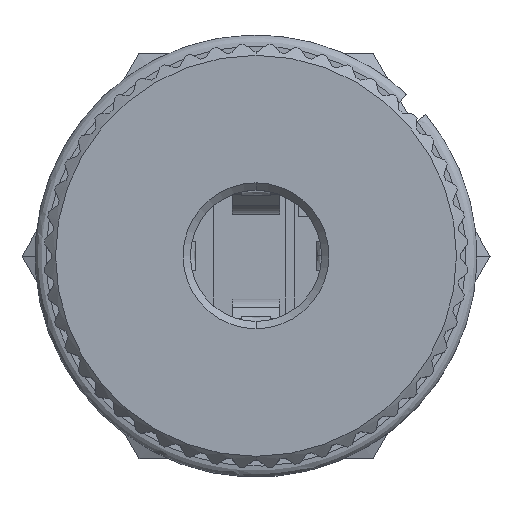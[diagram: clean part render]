
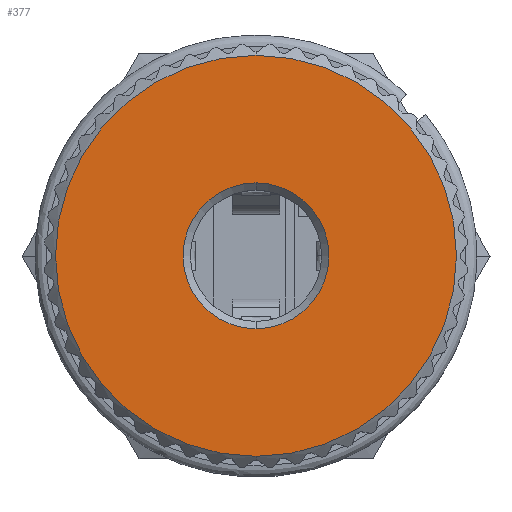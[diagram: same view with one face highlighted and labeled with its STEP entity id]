
A CAD part, top view. The second image highlights one B-rep face of the part: STEP entity #377.
In plain terms, the highlighted face is planar.
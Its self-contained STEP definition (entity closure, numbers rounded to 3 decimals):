
#362 = CARTESIAN_POINT ( 'NONE',  ( 0., 0., 0. ) ) ;
#377 = ADVANCED_FACE ( 'NONE', ( #16788, #7346 ), #2486, .F. ) ;
#486 = AXIS2_PLACEMENT_3D ( 'NONE', #6790, #20704, #10030 ) ;
#1218 = EDGE_CURVE ( 'NONE', #6582, #22304, #2819, .T. ) ;
#1464 = ORIENTED_EDGE ( 'NONE', *, *, #10401, .T. ) ;
#2486 = PLANE ( 'NONE',  #7251 ) ;
#2710 = DIRECTION ( 'NONE',  ( 1., 0., 0. ) ) ;
#2819 = CIRCLE ( 'NONE', #486, 5.442 ) ;
#3127 = ORIENTED_EDGE ( 'NONE', *, *, #19765, .F. ) ;
#3758 = EDGE_LOOP ( 'NONE', ( #20305, #3127 ) ) ;
#3862 = VERTEX_POINT ( 'NONE', #14744 ) ;
#3979 = DIRECTION ( 'NONE',  ( 1., 0., 0. ) ) ;
#4797 = AXIS2_PLACEMENT_3D ( 'NONE', #12491, #21151, #19666 ) ;
#5418 = EDGE_LOOP ( 'NONE', ( #1464, #12138 ) ) ;
#6035 = DIRECTION ( 'NONE',  ( 0., 0., -1. ) ) ;
#6582 = VERTEX_POINT ( 'NONE', #18492 ) ;
#6790 = CARTESIAN_POINT ( 'NONE',  ( 0., 0., 0. ) ) ;
#7251 = AXIS2_PLACEMENT_3D ( 'NONE', #20329, #2710, #15030 ) ;
#7346 = FACE_OUTER_BOUND ( 'NONE', #3758, .T. ) ;
#8957 = AXIS2_PLACEMENT_3D ( 'NONE', #362, #3979, #9490 ) ;
#9126 = EDGE_CURVE ( 'NONE', #3862, #13629, #14312, .T. ) ;
#9490 = DIRECTION ( 'NONE',  ( 0., 0., -1. ) ) ;
#9805 = DIRECTION ( 'NONE',  ( 1., 0., 0. ) ) ;
#10030 = DIRECTION ( 'NONE',  ( 0., 0., -1. ) ) ;
#10401 = EDGE_CURVE ( 'NONE', #13629, #3862, #20171, .T. ) ;
#12138 = ORIENTED_EDGE ( 'NONE', *, *, #9126, .T. ) ;
#12491 = CARTESIAN_POINT ( 'NONE',  ( 0., 0., 0. ) ) ;
#13226 = CARTESIAN_POINT ( 'NONE',  ( 0., 0., 0. ) ) ;
#13406 = CIRCLE ( 'NONE', #23138, 5.442 ) ;
#13454 = CARTESIAN_POINT ( 'NONE',  ( 0., 0., 5.442 ) ) ;
#13629 = VERTEX_POINT ( 'NONE', #19336 ) ;
#14312 = CIRCLE ( 'NONE', #8957, 1.98 ) ;
#14744 = CARTESIAN_POINT ( 'NONE',  ( 0., 0., -1.98 ) ) ;
#15030 = DIRECTION ( 'NONE',  ( 0., 0., -1. ) ) ;
#16788 = FACE_BOUND ( 'NONE', #5418, .T. ) ;
#18492 = CARTESIAN_POINT ( 'NONE',  ( 0., 0., -5.442 ) ) ;
#19336 = CARTESIAN_POINT ( 'NONE',  ( 0., 0., 1.98 ) ) ;
#19666 = DIRECTION ( 'NONE',  ( 0., 0., -1. ) ) ;
#19765 = EDGE_CURVE ( 'NONE', #22304, #6582, #13406, .T. ) ;
#20171 = CIRCLE ( 'NONE', #4797, 1.98 ) ;
#20305 = ORIENTED_EDGE ( 'NONE', *, *, #1218, .F. ) ;
#20329 = CARTESIAN_POINT ( 'NONE',  ( 0., 0., 0. ) ) ;
#20704 = DIRECTION ( 'NONE',  ( 1., 0., 0. ) ) ;
#21151 = DIRECTION ( 'NONE',  ( 1., 0., 0. ) ) ;
#22304 = VERTEX_POINT ( 'NONE', #13454 ) ;
#23138 = AXIS2_PLACEMENT_3D ( 'NONE', #13226, #9805, #6035 ) ;
